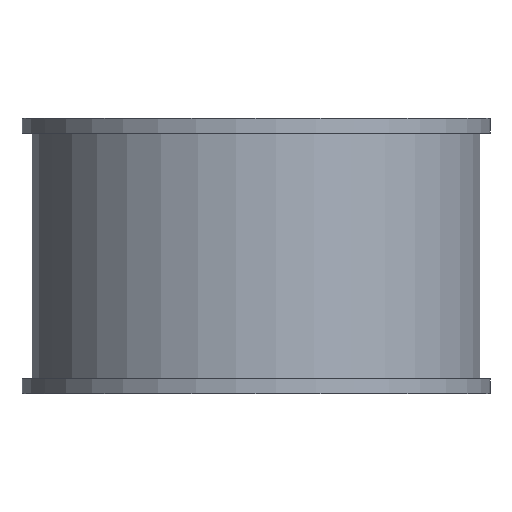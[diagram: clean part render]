
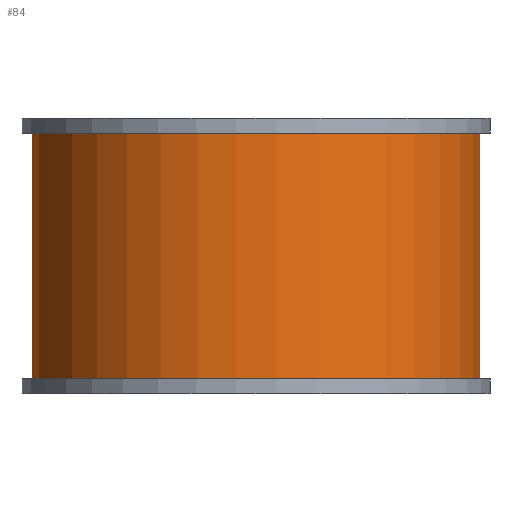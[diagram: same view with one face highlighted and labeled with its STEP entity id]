
A CAD part, front view. The second image highlights one B-rep face of the part: STEP entity #84.
In plain terms, the highlighted cylindrical face has radius 22.85 mm (diameter 45.7 mm), a partial arc.
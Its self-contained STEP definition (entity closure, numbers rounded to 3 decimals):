
#84 = ADVANCED_FACE( '', ( #120 ), #121, .T. );
#120 = FACE_OUTER_BOUND( '', #172, .T. );
#121 = CYLINDRICAL_SURFACE( '', #173, 22.85 );
#172 = EDGE_LOOP( '', ( #289, #290, #291, #292 ) );
#173 = AXIS2_PLACEMENT_3D( '', #293, #294, #295 );
#289 = ORIENTED_EDGE( '', *, *, #445, .F. );
#290 = ORIENTED_EDGE( '', *, *, #465, .T. );
#291 = ORIENTED_EDGE( '', *, *, #453, .T. );
#292 = ORIENTED_EDGE( '', *, *, #468, .T. );
#293 = CARTESIAN_POINT( '', ( 0., 0., -25. ) );
#294 = DIRECTION( '', ( 0., 0., -1. ) );
#295 = DIRECTION( '', ( -0.164, -0.986, 0. ) );
#445 = EDGE_CURVE( '', #531, #533, #534, .T. );
#453 = EDGE_CURVE( '', #548, #549, #550, .T. );
#465 = EDGE_CURVE( '', #531, #548, #570, .F. );
#468 = EDGE_CURVE( '', #549, #533, #573, .T. );
#531 = VERTEX_POINT( '', #667 );
#533 = VERTEX_POINT( '', #669 );
#534 = CIRCLE( '', #670, 22.85 );
#548 = VERTEX_POINT( '', #687 );
#549 = VERTEX_POINT( '', #688 );
#550 = CIRCLE( '', #689, 22.85 );
#570 = LINE( '', #715, #716 );
#573 = LINE( '', #721, #722 );
#667 = CARTESIAN_POINT( '', ( -5.977, 22.054, 0. ) );
#669 = CARTESIAN_POINT( '', ( 5.977, 22.054, 0. ) );
#670 = AXIS2_PLACEMENT_3D( '', #807, #808, #809 );
#687 = CARTESIAN_POINT( '', ( -5.977, 22.054, -25. ) );
#688 = CARTESIAN_POINT( '', ( 5.977, 22.054, -25. ) );
#689 = AXIS2_PLACEMENT_3D( '', #825, #826, #827 );
#715 = CARTESIAN_POINT( '', ( -5.977, 22.054, -25. ) );
#716 = VECTOR( '', #849, 1000. );
#721 = CARTESIAN_POINT( '', ( 5.977, 22.054, -25. ) );
#722 = VECTOR( '', #852, 1000. );
#807 = CARTESIAN_POINT( '', ( 0., 0., 0. ) );
#808 = DIRECTION( '', ( 0., 0., 1. ) );
#809 = DIRECTION( '', ( 1., 0., 0. ) );
#825 = CARTESIAN_POINT( '', ( 0., 0., -25. ) );
#826 = DIRECTION( '', ( 0., 0., 1. ) );
#827 = DIRECTION( '', ( 1., 0., 0. ) );
#849 = DIRECTION( '', ( 0., 0., 1. ) );
#852 = DIRECTION( '', ( 0., 0., 1. ) );
